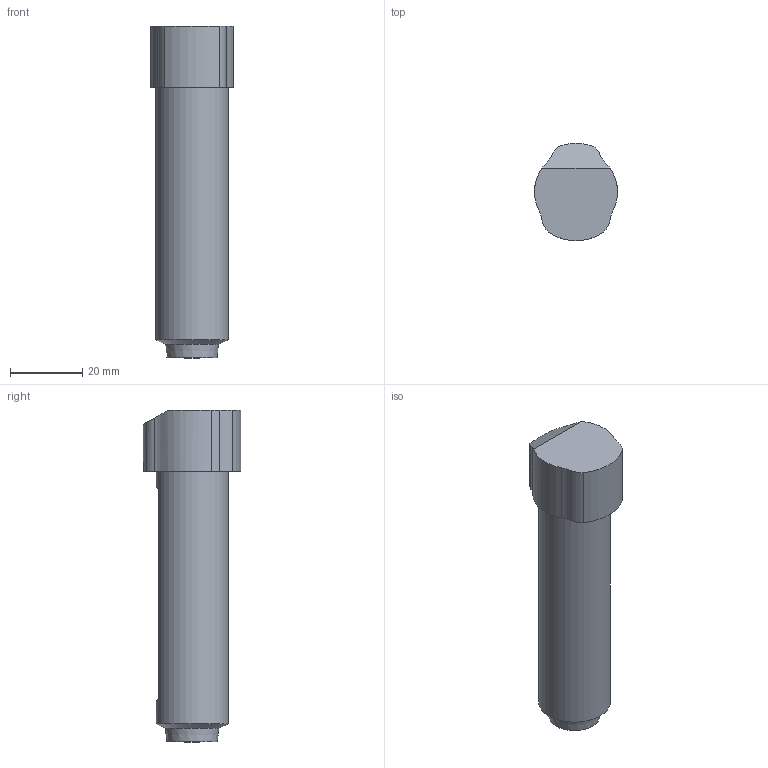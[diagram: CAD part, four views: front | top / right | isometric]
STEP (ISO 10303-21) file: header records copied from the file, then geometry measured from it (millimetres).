
FILE_DESCRIPTION((''),'1');
FILE_NAME('SL20F-HDC4-75.stp','2020-04-06T23:36:22',(''),(''),'Spatial Interop R21 SP3','Kubotek KeyCreator 2011 V10.0.2 (22737)',' ');
FILE_SCHEMA(('automotive_design'));
Length unit declared in the file: millimetre
Products named in the file (1): Unnamed[1]
Bounding box: 23 x 26.95 x 92 mm (x, y, z)
Volume: 29753.4 mm3; surface area: 7737.7 mm2
Topology: 1 solids, 1 shells, 26 faces, 61 edges, 40 vertices
Faces by surface type: cylinder 15, plane 9, cone 2
Full cylindrical faces by diameter (mm): 4 x1, 4.5 x1, 20 x1
Entity records: 1322 total; most frequent: DIRECTION 143, CARTESIAN_POINT 118, PRESENTATION_STYLE_ASSIGNMENT 107, COLOUR_RGB 107, ORIENTED_EDGE 106, STYLED_ITEM 80, CURVE_STYLE 80, DRAUGHTING_PRE_DEFINED_CURVE_FONT 80
